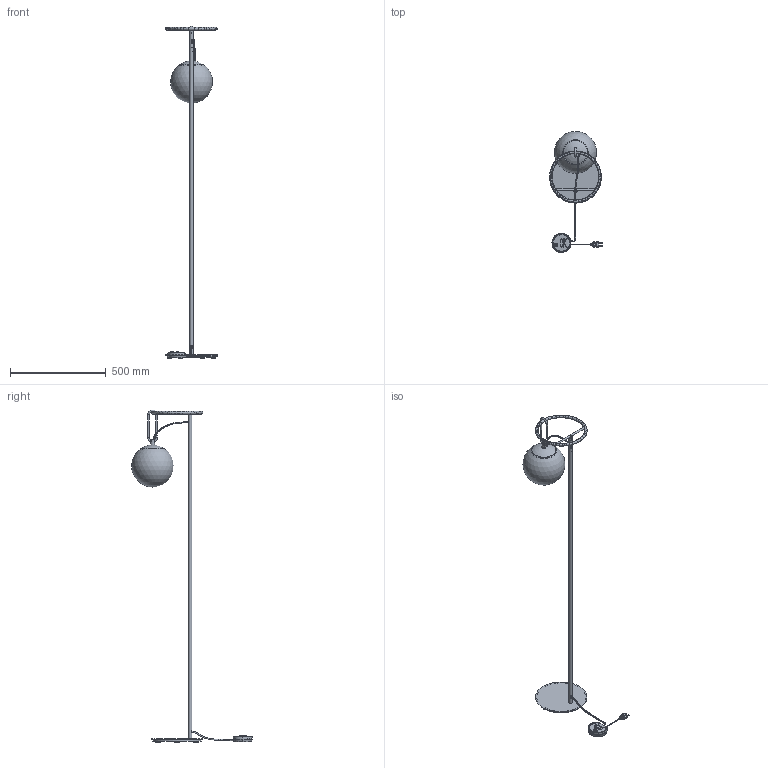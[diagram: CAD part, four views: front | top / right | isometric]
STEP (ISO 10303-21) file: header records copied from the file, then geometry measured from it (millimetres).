
FILE_DESCRIPTION(/* description */ (''),/* implementation_level */ '2;1');
FILE_NAME(/* name */ '127100_A.stp',/* time_stamp */ '2020-04-28T09:42:00+02:00',/* author */ (''),/* organization */ (''),/* preprocessor_version */ 'ST-DEVELOPER v15',/* originating_system */ 'SIEMENS PLM Software NX 9.0',/* authorisation */ '');
FILE_SCHEMA (('AUTOMOTIVE_DESIGN { 1 0 10303 214 3 1 1 1 }'));
Products named in the file (1): corr26243472hjo6
Bounding box: 275.32 x 629.99 x 1735.5 mm (x, y, z)
Volume: 1756101.9 mm3; surface area: 867919 mm2
Topology: 25 solids, 28 shells, 785 faces, 1963 edges, 1252 vertices
Faces by surface type: plane 260, torus 181, cylinder 172, bspline 114, cone 39, sphere 16, extrusion 2, revolution 1
Full cylindrical faces by diameter (mm): 3.5 x2, 3.7 x4, 4 x3, 4.5 x3, 4.6 x1, 5.2 x2, 6 x1, 6.5 x1, 7.2 x1, 8 x4, 9 x1, 10 x2, 15 x3, 15.6 x2, 16.4 x2, 18 x1, 19.9 x1, 20 x1, 23.5 x6, 94 x1, 255 x1, 270 x1
Entity records: 43404 total; most frequent: CARTESIAN_POINT 26726, ORIENTED_EDGE 3386, DIRECTION 2941, EDGE_CURVE 1702, VERTEX_POINT 1222, AXIS2_PLACEMENT_3D 1222, EDGE_LOOP 1068, ADVANCED_FACE 785
